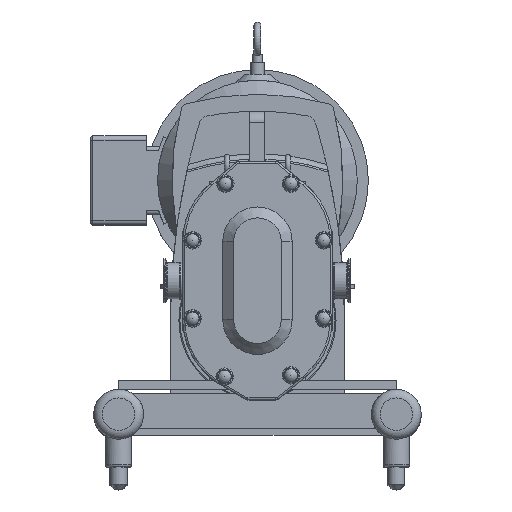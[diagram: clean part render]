
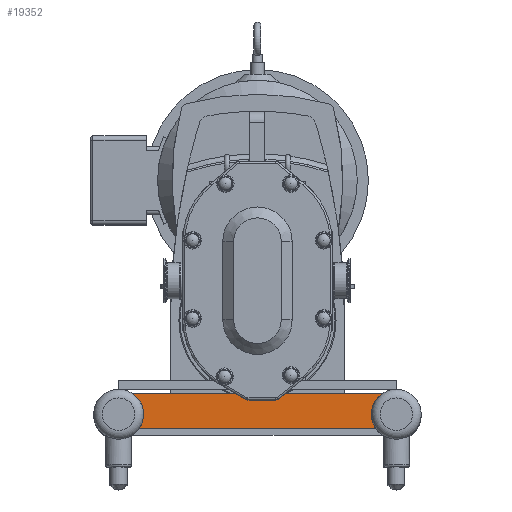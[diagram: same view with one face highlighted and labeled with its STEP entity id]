
A CAD part, top view. The second image highlights one B-rep face of the part: STEP entity #19352.
In plain terms, the highlighted planar face has unit normal (0, 0, 1).
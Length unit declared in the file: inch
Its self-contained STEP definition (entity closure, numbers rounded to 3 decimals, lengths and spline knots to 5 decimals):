
#1032=PLANE('',#21515);
#2481=LINE('',#35713,#3857);
#2482=LINE('',#35715,#3858);
#3857=VECTOR('',#27168,0.3937);
#3858=VECTOR('',#27171,0.3937);
#5457=FACE_OUTER_BOUND('',#6613,.T.);
#6613=EDGE_LOOP('',(#18160,#18161,#18162,#18163,#18164));
#7633=CIRCLE('',#21409,1.4375);
#7646=CIRCLE('',#21426,1.4375);
#7677=CIRCLE('',#21474,1.4375);
#9542=VERTEX_POINT('',#35098);
#9543=VERTEX_POINT('',#35100);
#9556=VERTEX_POINT('',#35135);
#9592=VERTEX_POINT('',#35500);
#9593=VERTEX_POINT('',#35502);
#12368=EDGE_CURVE('',#9542,#9543,#7633,.T.);
#12387=EDGE_CURVE('',#9556,#9542,#7646,.T.);
#12435=EDGE_CURVE('',#9592,#9593,#7677,.T.);
#12473=EDGE_CURVE('',#9556,#9593,#2481,.T.);
#12474=EDGE_CURVE('',#9592,#9543,#2482,.T.);
#18160=ORIENTED_EDGE('',*,*,#12435,.F.);
#18161=ORIENTED_EDGE('',*,*,#12474,.T.);
#18162=ORIENTED_EDGE('',*,*,#12368,.F.);
#18163=ORIENTED_EDGE('',*,*,#12387,.F.);
#18164=ORIENTED_EDGE('',*,*,#12473,.T.);
#19352=ADVANCED_FACE('',(#5457),#1032,.T.);
#21409=AXIS2_PLACEMENT_3D('',#35101,#26934,#26935);
#21426=AXIS2_PLACEMENT_3D('',#35137,#26974,#26975);
#21474=AXIS2_PLACEMENT_3D('',#35503,#27079,#27080);
#21515=AXIS2_PLACEMENT_3D('',#35716,#27172,#27173);
#26934=DIRECTION('center_axis',(0.,0.,
1.));
#26935=DIRECTION('ref_axis',(-1.,0.,0.));
#26974=DIRECTION('center_axis',(0.,0.,
1.));
#26975=DIRECTION('ref_axis',(-1.,0.,0.));
#27079=DIRECTION('center_axis',(0.,0.,
1.));
#27080=DIRECTION('ref_axis',(-1.,0.,0.));
#27168=DIRECTION('',(1.,0.,0.));
#27171=DIRECTION('',(-1.,0.,0.));
#27172=DIRECTION('center_axis',(0.,0.,
1.));
#27173=DIRECTION('ref_axis',(1.,0.,0.));
#35098=CARTESIAN_POINT('',(-6.5625,-7.6875,-7.732));
#35100=CARTESIAN_POINT('',(-7.19358,-6.4975,-7.732));
#35101=CARTESIAN_POINT('Origin',(-8.,-7.6875,-7.732));
#35135=CARTESIAN_POINT('',(-6.81244,-8.4975,-7.732));
#35137=CARTESIAN_POINT('Origin',(-8.,-7.6875,-7.732));
#35500=CARTESIAN_POINT('',(7.19358,-6.4975,-7.732));
#35502=CARTESIAN_POINT('',(6.81244,-8.4975,-7.732));
#35503=CARTESIAN_POINT('Origin',(8.,-7.6875,-7.732));
#35713=CARTESIAN_POINT('',(7.12822,-8.4975,-7.732));
#35715=CARTESIAN_POINT('',(-7.62,-6.4975,-7.732));
#35716=CARTESIAN_POINT('Origin',(0.00337,-7.45774,-7.732));
